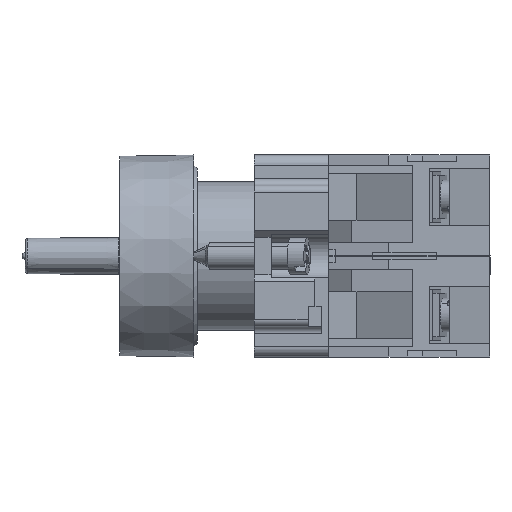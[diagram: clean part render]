
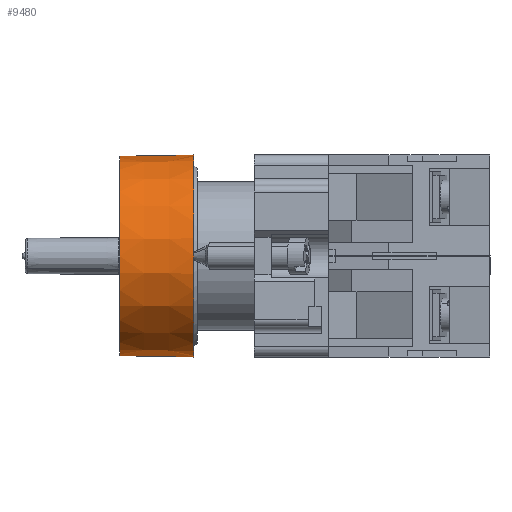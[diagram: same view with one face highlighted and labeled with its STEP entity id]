
A CAD part, left-side view. The second image highlights one B-rep face of the part: STEP entity #9480.
In plain terms, the highlighted conical face has half-angle 1 degrees and reference radius 15 mm.
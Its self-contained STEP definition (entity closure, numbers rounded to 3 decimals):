
#451 = LINE ( 'NONE', #11802, #8523 ) ;
#566 = DIRECTION ( 'NONE',  ( 0., 1., 0. ) ) ;
#829 = ORIENTED_EDGE ( 'NONE', *, *, #14497, .T. ) ;
#2118 = CARTESIAN_POINT ( 'NONE',  ( 0., 20., -15. ) ) ;
#3268 = ORIENTED_EDGE ( 'NONE', *, *, #14471, .F. ) ;
#3638 = VECTOR ( 'NONE', #8536, 1000. ) ;
#3653 = CARTESIAN_POINT ( 'NONE',  ( 0., 20., 0. ) ) ;
#3799 = VERTEX_POINT ( 'NONE', #4822 ) ;
#3887 = FACE_OUTER_BOUND ( 'NONE', #15121, .T. ) ;
#4822 = CARTESIAN_POINT ( 'NONE',  ( 0., 31., 14.808 ) ) ;
#5248 = DIRECTION ( 'NONE',  ( 0., 0., 1. ) ) ;
#5749 = DIRECTION ( 'NONE',  ( 0., -1., 0. ) ) ;
#6789 = DIRECTION ( 'NONE',  ( 0., -1., 0.017 ) ) ;
#6819 = ORIENTED_EDGE ( 'NONE', *, *, #14502, .T. ) ;
#7368 = DIRECTION ( 'NONE',  ( 0., 0., 1. ) ) ;
#8523 = VECTOR ( 'NONE', #6789, 1000. ) ;
#8536 = DIRECTION ( 'NONE',  ( 0., -1., -0.017 ) ) ;
#9480 = ADVANCED_FACE ( 'NONE', ( #3887 ), #20598, .T. ) ;
#9747 = VERTEX_POINT ( 'NONE', #13268 ) ;
#10279 = VERTEX_POINT ( 'NONE', #16605 ) ;
#10297 = CARTESIAN_POINT ( 'NONE',  ( 0., 31., 0. ) ) ;
#11802 = CARTESIAN_POINT ( 'NONE',  ( 0., 20., 15. ) ) ;
#12016 = DIRECTION ( 'NONE',  ( 0., 0., 1. ) ) ;
#12495 = CIRCLE ( 'NONE', #12560, 15. ) ;
#12560 = AXIS2_PLACEMENT_3D ( 'NONE', #3653, #15332, #5248 ) ;
#12574 = AXIS2_PLACEMENT_3D ( 'NONE', #10297, #566, #12016 ) ;
#13268 = CARTESIAN_POINT ( 'NONE',  ( 0., 20., -15. ) ) ;
#13576 = CARTESIAN_POINT ( 'NONE',  ( 0., 31., -14.808 ) ) ;
#14168 = CARTESIAN_POINT ( 'NONE',  ( 0., 20., 0. ) ) ;
#14457 = ORIENTED_EDGE ( 'NONE', *, *, #14505, .F. ) ;
#14471 = EDGE_CURVE ( 'NONE', #3799, #10279, #451, .T. ) ;
#14497 = EDGE_CURVE ( 'NONE', #9747, #10279, #12495, .T. ) ;
#14502 = EDGE_CURVE ( 'NONE', #21059, #9747, #21400, .T. ) ;
#14505 = EDGE_CURVE ( 'NONE', #21059, #3799, #16965, .T. ) ;
#15121 = EDGE_LOOP ( 'NONE', ( #14457, #6819, #829, #3268 ) ) ;
#15332 = DIRECTION ( 'NONE',  ( 0., 1., 0. ) ) ;
#16605 = CARTESIAN_POINT ( 'NONE',  ( 0., 20., 15. ) ) ;
#16965 = CIRCLE ( 'NONE', #12574, 14.808 ) ;
#19783 = AXIS2_PLACEMENT_3D ( 'NONE', #14168, #5749, #7368 ) ;
#20598 = CONICAL_SURFACE ( 'NONE', #19783, 15., 0.017 ) ;
#21059 = VERTEX_POINT ( 'NONE', #13576 ) ;
#21400 = LINE ( 'NONE', #2118, #3638 ) ;
